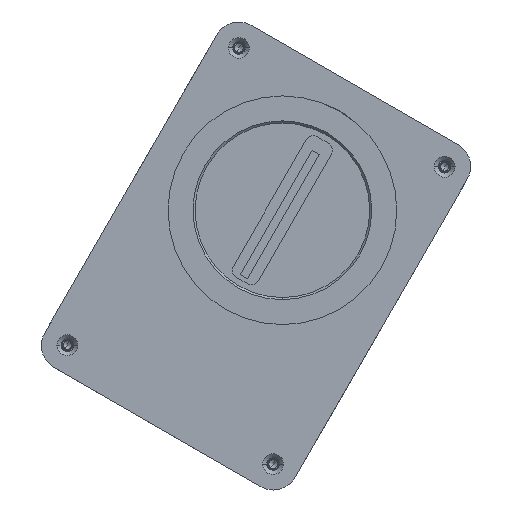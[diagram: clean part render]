
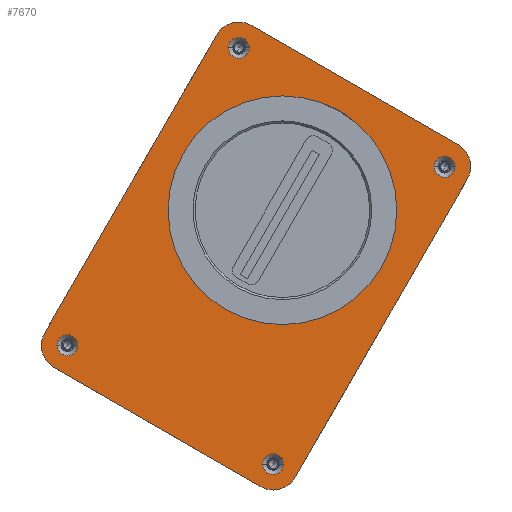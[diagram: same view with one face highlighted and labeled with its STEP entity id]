
A CAD part, left-side view. The second image highlights one B-rep face of the part: STEP entity #7670.
In plain terms, the highlighted planar face has unit normal (-1, 0, 0).
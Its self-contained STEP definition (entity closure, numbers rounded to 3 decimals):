
#1757=CARTESIAN_POINT('',(10.1,0.,0.));
#1758=DIRECTION('',(1.,0.,0.));
#1759=DIRECTION('',(0.,-1.,0.));
#1760=AXIS2_PLACEMENT_3D('',#1757,#1758,#1759);
#1780=CARTESIAN_POINT('',(10.1,10.523,39.273));
#1781=DIRECTION('',(-1.,0.,0.));
#1782=DIRECTION('',(0.,-0.5,0.866));
#1783=AXIS2_PLACEMENT_3D('',#1780,#1781,#1782);
#1785=DIRECTION('',(0.,0.866,0.5));
#1786=VECTOR('',#1785,57.5);
#1787=CARTESIAN_POINT('',(10.1,-42.273,15.719));
#1788=LINE('',#1787,#1786);
#1789=CARTESIAN_POINT('',(10.1,-39.273,10.523));
#1790=DIRECTION('',(-1.,0.,0.));
#1791=DIRECTION('',(0.,-0.866,-0.5));
#1792=AXIS2_PLACEMENT_3D('',#1789,#1790,#1791);
#1794=DIRECTION('',(0.,-0.5,0.866));
#1795=VECTOR('',#1794,82.9);
#1796=CARTESIAN_POINT('',(10.1,-3.019,-64.27));
#1797=LINE('',#1796,#1795);
#1798=CARTESIAN_POINT('',(10.1,2.177,-61.27));
#1799=DIRECTION('',(-1.,0.,0.));
#1800=DIRECTION('',(0.,0.5,-0.866));
#1801=AXIS2_PLACEMENT_3D('',#1798,#1799,#1800);
#1803=DIRECTION('',(0.,-0.866,-0.5));
#1804=VECTOR('',#1803,57.5);
#1805=CARTESIAN_POINT('',(10.1,54.973,-37.716));
#1806=LINE('',#1805,#1804);
#1807=CARTESIAN_POINT('',(10.1,51.973,-32.52));
#1808=DIRECTION('',(-1.,0.,0.));
#1809=DIRECTION('',(0.,0.866,0.5));
#1810=AXIS2_PLACEMENT_3D('',#1807,#1808,#1809);
#1812=DIRECTION('',(0.,0.5,-0.866));
#1813=VECTOR('',#1812,82.9);
#1814=CARTESIAN_POINT('',(10.1,15.719,42.273));
#1815=LINE('',#1814,#1813);
#1816=CARTESIAN_POINT('',(10.1,51.734,-32.456));
#1817=DIRECTION('',(1.,0.,0.));
#1818=DIRECTION('',(0.,-1.,0.));
#1819=AXIS2_PLACEMENT_3D('',#1816,#1817,#1818);
#1821=CARTESIAN_POINT('',(10.1,51.734,-32.456));
#1822=DIRECTION('',(1.,0.,0.));
#1823=DIRECTION('',(0.,1.,0.));
#1824=AXIS2_PLACEMENT_3D('',#1821,#1822,#1823);
#1826=CARTESIAN_POINT('',(10.1,2.241,-61.031));
#1827=DIRECTION('',(1.,0.,0.));
#1828=DIRECTION('',(0.,-1.,0.));
#1829=AXIS2_PLACEMENT_3D('',#1826,#1827,#1828);
#1831=CARTESIAN_POINT('',(10.1,2.241,-61.031));
#1832=DIRECTION('',(1.,0.,0.));
#1833=DIRECTION('',(0.,1.,0.));
#1834=AXIS2_PLACEMENT_3D('',#1831,#1832,#1833);
#1836=CARTESIAN_POINT('',(10.1,10.459,39.034));
#1837=DIRECTION('',(1.,0.,0.));
#1838=DIRECTION('',(0.,1.,0.));
#1839=AXIS2_PLACEMENT_3D('',#1836,#1837,#1838);
#1841=CARTESIAN_POINT('',(10.1,10.459,39.034));
#1842=DIRECTION('',(1.,0.,0.));
#1843=DIRECTION('',(0.,-1.,0.));
#1844=AXIS2_PLACEMENT_3D('',#1841,#1842,#1843);
#1846=CARTESIAN_POINT('',(10.1,-39.034,10.459));
#1847=DIRECTION('',(1.,0.,0.));
#1848=DIRECTION('',(0.,-1.,0.));
#1849=AXIS2_PLACEMENT_3D('',#1846,#1847,#1848);
#1851=CARTESIAN_POINT('',(10.1,-39.034,10.459));
#1852=DIRECTION('',(1.,0.,0.));
#1853=DIRECTION('',(0.,1.,0.));
#1854=AXIS2_PLACEMENT_3D('',#1851,#1852,#1853);
#1856=CARTESIAN_POINT('',(10.1,0.,0.));
#1857=DIRECTION('',(1.,0.,0.));
#1858=DIRECTION('',(0.,1.,0.));
#1859=AXIS2_PLACEMENT_3D('',#1856,#1857,#1858);
#3903=CARTESIAN_POINT('',(10.1,-27.5,0.));
#3904=CARTESIAN_POINT('',(10.1,27.5,0.));
#3905=VERTEX_POINT('',#3903);
#3906=VERTEX_POINT('',#3904);
#3907=CARTESIAN_POINT('',(10.1,7.523,44.469));
#3908=CARTESIAN_POINT('',(10.1,15.719,42.273));
#3909=VERTEX_POINT('',#3907);
#3910=VERTEX_POINT('',#3908);
#3911=CARTESIAN_POINT('',(10.1,57.169,-29.52));
#3912=CARTESIAN_POINT('',(10.1,54.973,-37.716));
#3913=VERTEX_POINT('',#3911);
#3914=VERTEX_POINT('',#3912);
#3915=CARTESIAN_POINT('',(10.1,5.177,-66.466));
#3916=CARTESIAN_POINT('',(10.1,-3.019,-64.27));
#3917=VERTEX_POINT('',#3915);
#3918=VERTEX_POINT('',#3916);
#3919=CARTESIAN_POINT('',(10.1,-44.469,7.523));
#3920=CARTESIAN_POINT('',(10.1,-42.273,15.719));
#3921=VERTEX_POINT('',#3919);
#3922=VERTEX_POINT('',#3920);
#3948=CARTESIAN_POINT('',(10.1,49.234,-32.456));
#3949=CARTESIAN_POINT('',(10.1,54.234,-32.456));
#3950=VERTEX_POINT('',#3948);
#3951=VERTEX_POINT('',#3949);
#3956=CARTESIAN_POINT('',(10.1,-0.259,
-61.031));
#3957=CARTESIAN_POINT('',(10.1,4.741,-61.031));
#3958=VERTEX_POINT('',#3956);
#3959=VERTEX_POINT('',#3957);
#3964=CARTESIAN_POINT('',(10.1,12.959,39.034));
#3965=CARTESIAN_POINT('',(10.1,7.959,39.034));
#3966=VERTEX_POINT('',#3964);
#3967=VERTEX_POINT('',#3965);
#3972=CARTESIAN_POINT('',(10.1,-41.534,10.459));
#3973=CARTESIAN_POINT('',(10.1,-36.534,10.459));
#3974=VERTEX_POINT('',#3972);
#3975=VERTEX_POINT('',#3973);
#7625=CARTESIAN_POINT('',(10.1,56.071,-33.618));
#7626=DIRECTION('',(-1.,0.,0.));
#7627=DIRECTION('',(0.,-0.5,0.866));
#7628=AXIS2_PLACEMENT_3D('',#7625,#7626,#7627);
#7629=PLANE('',#7628);
#7630=ORIENTED_EDGE('',*,*,#7193,.F.);
#7631=ORIENTED_EDGE('',*,*,#7178,.F.);
#7632=ORIENTED_EDGE('',*,*,#7163,.F.);
#7633=ORIENTED_EDGE('',*,*,#5023,.F.);
#7635=ORIENTED_EDGE('',*,*,#7634,.F.);
#7636=ORIENTED_EDGE('',*,*,#7354,.F.);
#7637=ORIENTED_EDGE('',*,*,#7339,.F.);
#7638=ORIENTED_EDGE('',*,*,#7208,.F.);
#7639=EDGE_LOOP('',(#7630,#7631,#7632,#7633,#7635,#7636,#7637,#7638));
#7640=FACE_OUTER_BOUND('',#7639,.F.);
#7641=ORIENTED_EDGE('',*,*,#7599,.F.);
#7643=ORIENTED_EDGE('',*,*,#7642,.F.);
#7644=EDGE_LOOP('',(#7641,#7643));
#7645=FACE_BOUND('',#7644,.F.);
#7647=ORIENTED_EDGE('',*,*,#7646,.F.);
#7649=ORIENTED_EDGE('',*,*,#7648,.F.);
#7650=EDGE_LOOP('',(#7647,#7649));
#7651=FACE_BOUND('',#7650,.F.);
#7653=ORIENTED_EDGE('',*,*,#7652,.F.);
#7655=ORIENTED_EDGE('',*,*,#7654,.F.);
#7656=EDGE_LOOP('',(#7653,#7655));
#7657=FACE_BOUND('',#7656,.F.);
#7659=ORIENTED_EDGE('',*,*,#7658,.F.);
#7661=ORIENTED_EDGE('',*,*,#7660,.F.);
#7662=EDGE_LOOP('',(#7659,#7661));
#7663=FACE_BOUND('',#7662,.F.);
#7665=ORIENTED_EDGE('',*,*,#7664,.F.);
#7667=ORIENTED_EDGE('',*,*,#7666,.F.);
#7668=EDGE_LOOP('',(#7665,#7667));
#7669=FACE_BOUND('',#7668,.F.);
#7670=ADVANCED_FACE('',(#7640,#7645,#7651,#7657,#7663,#7669),#7629,.T.);
#1761=CIRCLE('',#1760,27.5);
#1784=CIRCLE('',#1783,6.);
#1793=CIRCLE('',#1792,6.);
#1802=CIRCLE('',#1801,6.);
#1811=CIRCLE('',#1810,6.);
#1820=CIRCLE('',#1819,2.5);
#1825=CIRCLE('',#1824,2.5);
#1830=CIRCLE('',#1829,2.5);
#1835=CIRCLE('',#1834,2.5);
#1840=CIRCLE('',#1839,2.5);
#1845=CIRCLE('',#1844,2.5);
#1850=CIRCLE('',#1849,2.5);
#1855=CIRCLE('',#1854,2.5);
#1860=CIRCLE('',#1859,27.5);
#5023=EDGE_CURVE('',#3918,#3921,#1797,.T.);
#7163=EDGE_CURVE('',#3921,#3922,#1793,.T.);
#7178=EDGE_CURVE('',#3922,#3909,#1788,.T.);
#7193=EDGE_CURVE('',#3909,#3910,#1784,.T.);
#7208=EDGE_CURVE('',#3910,#3913,#1815,.T.);
#7339=EDGE_CURVE('',#3913,#3914,#1811,.T.);
#7354=EDGE_CURVE('',#3914,#3917,#1806,.T.);
#7599=EDGE_CURVE('',#3905,#3906,#1761,.T.);
#7634=EDGE_CURVE('',#3917,#3918,#1802,.T.);
#7642=EDGE_CURVE('',#3906,#3905,#1860,.T.);
#7646=EDGE_CURVE('',#3950,#3951,#1820,.T.);
#7648=EDGE_CURVE('',#3951,#3950,#1825,.T.);
#7652=EDGE_CURVE('',#3958,#3959,#1830,.T.);
#7654=EDGE_CURVE('',#3959,#3958,#1835,.T.);
#7658=EDGE_CURVE('',#3966,#3967,#1840,.T.);
#7660=EDGE_CURVE('',#3967,#3966,#1845,.T.);
#7664=EDGE_CURVE('',#3974,#3975,#1850,.T.);
#7666=EDGE_CURVE('',#3975,#3974,#1855,.T.);
